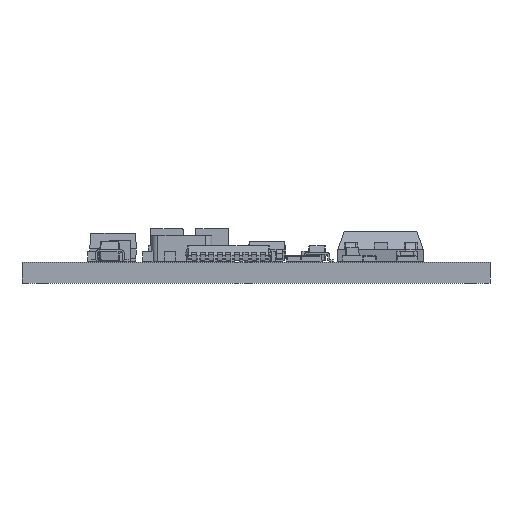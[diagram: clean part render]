
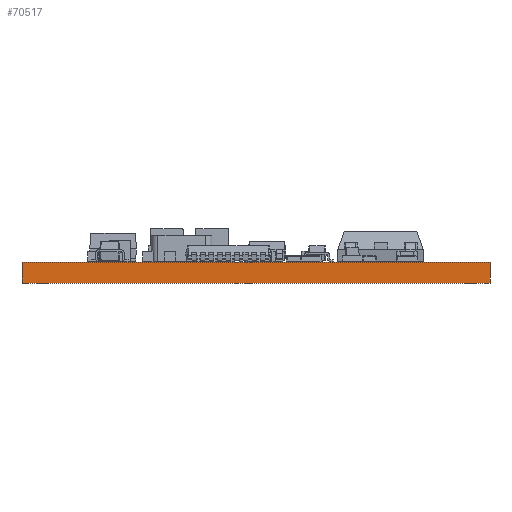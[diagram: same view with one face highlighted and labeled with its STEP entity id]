
A CAD part, front view. The second image highlights one B-rep face of the part: STEP entity #70517.
In plain terms, the highlighted planar face has unit normal (0, -1, 0).
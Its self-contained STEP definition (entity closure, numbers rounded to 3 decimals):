
#70517 = ADVANCED_FACE('',(#70518),#70532,.T.);
#70518 = FACE_BOUND('',#70519,.T.);
#70519 = EDGE_LOOP('',(#70520,#70555,#70583,#70611));
#70520 = ORIENTED_EDGE('',*,*,#70521,.T.);
#70521 = EDGE_CURVE('',#70522,#70524,#70526,.T.);
#70522 = VERTEX_POINT('',#70523);
#70523 = CARTESIAN_POINT('',(85.09,-142.24,0.));
#70524 = VERTEX_POINT('',#70525);
#70525 = CARTESIAN_POINT('',(85.09,-142.24,1.58));
#70526 = SURFACE_CURVE('',#70527,(#70531,#70543),.PCURVE_S1.);
#70527 = LINE('',#70528,#70529);
#70528 = CARTESIAN_POINT('',(85.09,-142.24,0.));
#70529 = VECTOR('',#70530,1.);
#70530 = DIRECTION('',(0.,0.,1.));
#70531 = PCURVE('',#70532,#70537);
#70532 = PLANE('',#70533);
#70533 = AXIS2_PLACEMENT_3D('',#70534,#70535,#70536);
#70534 = CARTESIAN_POINT('',(85.09,-142.24,0.));
#70535 = DIRECTION('',(0.,-1.,0.));
#70536 = DIRECTION('',(-1.,0.,0.));
#70537 = DEFINITIONAL_REPRESENTATION('',(#70538),#70542);
#70538 = LINE('',#70539,#70540);
#70539 = CARTESIAN_POINT('',(0.,-0.));
#70540 = VECTOR('',#70541,1.);
#70541 = DIRECTION('',(0.,-1.));
#70542 = ( GEOMETRIC_REPRESENTATION_CONTEXT(2) 
PARAMETRIC_REPRESENTATION_CONTEXT() REPRESENTATION_CONTEXT('2D SPACE',''
  ) );
#70543 = PCURVE('',#70544,#70549);
#70544 = PLANE('',#70545);
#70545 = AXIS2_PLACEMENT_3D('',#70546,#70547,#70548);
#70546 = CARTESIAN_POINT('',(85.09,-121.92,0.));
#70547 = DIRECTION('',(1.,0.,-0.));
#70548 = DIRECTION('',(0.,-1.,0.));
#70549 = DEFINITIONAL_REPRESENTATION('',(#70550),#70554);
#70550 = LINE('',#70551,#70552);
#70551 = CARTESIAN_POINT('',(20.32,0.));
#70552 = VECTOR('',#70553,1.);
#70553 = DIRECTION('',(0.,-1.));
#70554 = ( GEOMETRIC_REPRESENTATION_CONTEXT(2) 
PARAMETRIC_REPRESENTATION_CONTEXT() REPRESENTATION_CONTEXT('2D SPACE',''
  ) );
#70555 = ORIENTED_EDGE('',*,*,#70556,.T.);
#70556 = EDGE_CURVE('',#70524,#70557,#70559,.T.);
#70557 = VERTEX_POINT('',#70558);
#70558 = CARTESIAN_POINT('',(49.53,-142.24,1.58));
#70559 = SURFACE_CURVE('',#70560,(#70564,#70571),.PCURVE_S1.);
#70560 = LINE('',#70561,#70562);
#70561 = CARTESIAN_POINT('',(85.09,-142.24,1.58));
#70562 = VECTOR('',#70563,1.);
#70563 = DIRECTION('',(-1.,0.,0.));
#70564 = PCURVE('',#70532,#70565);
#70565 = DEFINITIONAL_REPRESENTATION('',(#70566),#70570);
#70566 = LINE('',#70567,#70568);
#70567 = CARTESIAN_POINT('',(0.,-1.58));
#70568 = VECTOR('',#70569,1.);
#70569 = DIRECTION('',(1.,0.));
#70570 = ( GEOMETRIC_REPRESENTATION_CONTEXT(2) 
PARAMETRIC_REPRESENTATION_CONTEXT() REPRESENTATION_CONTEXT('2D SPACE',''
  ) );
#70571 = PCURVE('',#70572,#70577);
#70572 = PLANE('',#70573);
#70573 = AXIS2_PLACEMENT_3D('',#70574,#70575,#70576);
#70574 = CARTESIAN_POINT('',(67.31,-132.08,1.58));
#70575 = DIRECTION('',(-0.,-0.,-1.));
#70576 = DIRECTION('',(-1.,0.,0.));
#70577 = DEFINITIONAL_REPRESENTATION('',(#70578),#70582);
#70578 = LINE('',#70579,#70580);
#70579 = CARTESIAN_POINT('',(-17.78,-10.16));
#70580 = VECTOR('',#70581,1.);
#70581 = DIRECTION('',(1.,0.));
#70582 = ( GEOMETRIC_REPRESENTATION_CONTEXT(2) 
PARAMETRIC_REPRESENTATION_CONTEXT() REPRESENTATION_CONTEXT('2D SPACE',''
  ) );
#70583 = ORIENTED_EDGE('',*,*,#70584,.F.);
#70584 = EDGE_CURVE('',#70585,#70557,#70587,.T.);
#70585 = VERTEX_POINT('',#70586);
#70586 = CARTESIAN_POINT('',(49.53,-142.24,0.));
#70587 = SURFACE_CURVE('',#70588,(#70592,#70599),.PCURVE_S1.);
#70588 = LINE('',#70589,#70590);
#70589 = CARTESIAN_POINT('',(49.53,-142.24,0.));
#70590 = VECTOR('',#70591,1.);
#70591 = DIRECTION('',(0.,0.,1.));
#70592 = PCURVE('',#70532,#70593);
#70593 = DEFINITIONAL_REPRESENTATION('',(#70594),#70598);
#70594 = LINE('',#70595,#70596);
#70595 = CARTESIAN_POINT('',(35.56,0.));
#70596 = VECTOR('',#70597,1.);
#70597 = DIRECTION('',(0.,-1.));
#70598 = ( GEOMETRIC_REPRESENTATION_CONTEXT(2) 
PARAMETRIC_REPRESENTATION_CONTEXT() REPRESENTATION_CONTEXT('2D SPACE',''
  ) );
#70599 = PCURVE('',#70600,#70605);
#70600 = PLANE('',#70601);
#70601 = AXIS2_PLACEMENT_3D('',#70602,#70603,#70604);
#70602 = CARTESIAN_POINT('',(49.53,-142.24,0.));
#70603 = DIRECTION('',(-1.,0.,0.));
#70604 = DIRECTION('',(0.,1.,0.));
#70605 = DEFINITIONAL_REPRESENTATION('',(#70606),#70610);
#70606 = LINE('',#70607,#70608);
#70607 = CARTESIAN_POINT('',(0.,0.));
#70608 = VECTOR('',#70609,1.);
#70609 = DIRECTION('',(0.,-1.));
#70610 = ( GEOMETRIC_REPRESENTATION_CONTEXT(2) 
PARAMETRIC_REPRESENTATION_CONTEXT() REPRESENTATION_CONTEXT('2D SPACE',''
  ) );
#70611 = ORIENTED_EDGE('',*,*,#70612,.F.);
#70612 = EDGE_CURVE('',#70522,#70585,#70613,.T.);
#70613 = SURFACE_CURVE('',#70614,(#70618,#70625),.PCURVE_S1.);
#70614 = LINE('',#70615,#70616);
#70615 = CARTESIAN_POINT('',(85.09,-142.24,0.));
#70616 = VECTOR('',#70617,1.);
#70617 = DIRECTION('',(-1.,0.,0.));
#70618 = PCURVE('',#70532,#70619);
#70619 = DEFINITIONAL_REPRESENTATION('',(#70620),#70624);
#70620 = LINE('',#70621,#70622);
#70621 = CARTESIAN_POINT('',(0.,-0.));
#70622 = VECTOR('',#70623,1.);
#70623 = DIRECTION('',(1.,0.));
#70624 = ( GEOMETRIC_REPRESENTATION_CONTEXT(2) 
PARAMETRIC_REPRESENTATION_CONTEXT() REPRESENTATION_CONTEXT('2D SPACE',''
  ) );
#70625 = PCURVE('',#70626,#70631);
#70626 = PLANE('',#70627);
#70627 = AXIS2_PLACEMENT_3D('',#70628,#70629,#70630);
#70628 = CARTESIAN_POINT('',(67.31,-132.08,0.));
#70629 = DIRECTION('',(-0.,-0.,-1.));
#70630 = DIRECTION('',(-1.,0.,0.));
#70631 = DEFINITIONAL_REPRESENTATION('',(#70632),#70636);
#70632 = LINE('',#70633,#70634);
#70633 = CARTESIAN_POINT('',(-17.78,-10.16));
#70634 = VECTOR('',#70635,1.);
#70635 = DIRECTION('',(1.,0.));
#70636 = ( GEOMETRIC_REPRESENTATION_CONTEXT(2) 
PARAMETRIC_REPRESENTATION_CONTEXT() REPRESENTATION_CONTEXT('2D SPACE',''
  ) );
